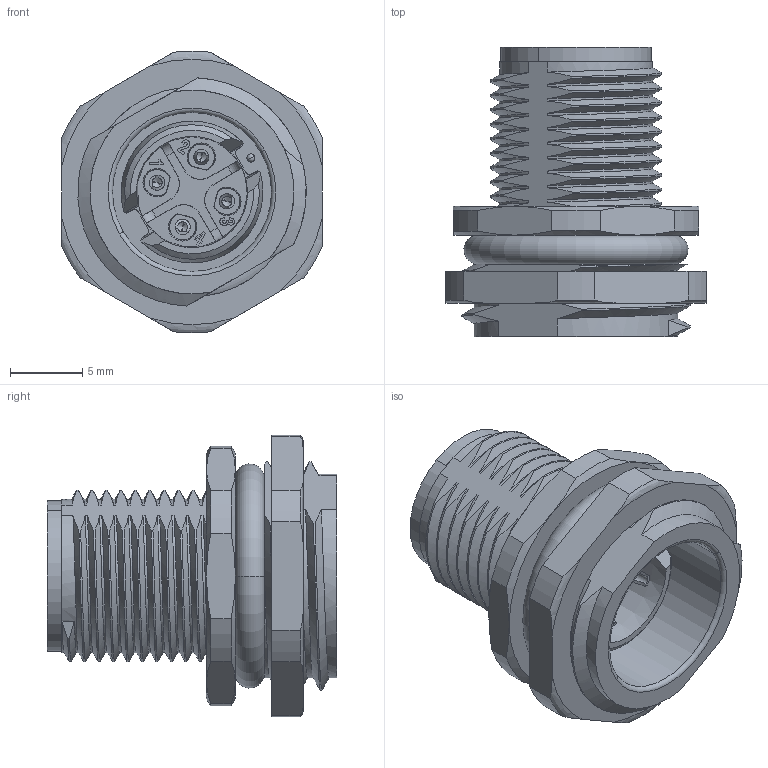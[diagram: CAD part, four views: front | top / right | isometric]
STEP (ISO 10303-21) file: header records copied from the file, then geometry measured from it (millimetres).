
FILE_DESCRIPTION((''),'2;1');
FILE_NAME('M12-M04A-BK-M16-C_SW0001','2017-07-21T',('hq.zhang'),(''),'PRO/ENGINEER BY PARAMETRIC TECHNOLOGY CORPORATION, 2012480','PRO/ENGINEER BY PARAMETRIC TECHNOLOGY CORPORATION, 2012480','');
FILE_SCHEMA(('AUTOMOTIVE_DESIGN { 1 0 10303 214 1 1 1 1 }'));
Length unit declared in the file: millimetre
Products named in the file (1): M12-M04A-BK-M16-C_SW0001
Bounding box: 18 x 20 x 19.48 mm (x, y, z)
Volume: 1752.1 mm3; surface area: 3720.6 mm2
Topology: 1 solids, 5 shells, 617 faces, 1695 edges, 1103 vertices
Faces by surface type: plane 186, cylinder 161, bspline 87, extrusion 86, cone 60, torus 27, sphere 10
Entity records: 29333 total; most frequent: CARTESIAN_POINT 14670, ORIENTED_EDGE 3354, DIRECTION 2473, EDGE_CURVE 1677, VERTEX_POINT 1103, AXIS2_PLACEMENT_3D 830, VECTOR 813, LINE 727
